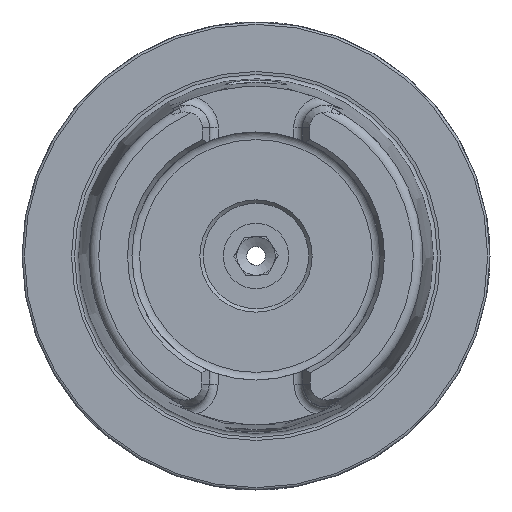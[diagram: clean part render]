
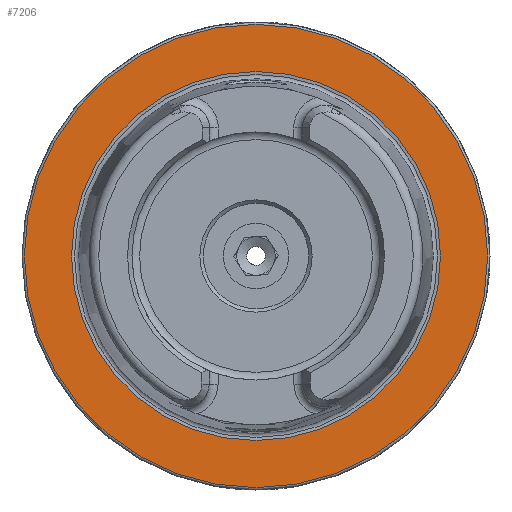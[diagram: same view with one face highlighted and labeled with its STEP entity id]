
A CAD part, left-side view. The second image highlights one B-rep face of the part: STEP entity #7206.
In plain terms, the highlighted planar face has unit normal (-1, 0, 0).
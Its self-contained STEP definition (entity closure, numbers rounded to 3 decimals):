
#25 = PLANE ( 'NONE',  #4391 ) ;
#1042 = DIRECTION ( 'NONE',  ( 1., 0., 0. ) ) ;
#1205 = DIRECTION ( 'NONE',  ( 0., 1., 0. ) ) ;
#1522 = EDGE_CURVE ( 'NONE', #4464, #4464, #5596, .T. ) ;
#1657 = ORIENTED_EDGE ( 'NONE', *, *, #1522, .F. ) ;
#2054 = EDGE_CURVE ( 'NONE', #6892, #6892, #5590, .T. ) ;
#2855 = FACE_BOUND ( 'NONE', #3319, .T. ) ;
#2995 = DIRECTION ( 'NONE',  ( -1., 0., 0. ) ) ;
#3303 = CARTESIAN_POINT ( 'NONE',  ( 0., 0., 0. ) ) ;
#3319 = EDGE_LOOP ( 'NONE', ( #1657 ) ) ;
#3520 = CARTESIAN_POINT ( 'NONE',  ( 0., 0., 0. ) ) ;
#3581 = FACE_OUTER_BOUND ( 'NONE', #6610, .T. ) ;
#3630 = AXIS2_PLACEMENT_3D ( 'NONE', #3303, #7566, #7527 ) ;
#4391 = AXIS2_PLACEMENT_3D ( 'NONE', #7651, #1042, #1205 ) ;
#4464 = VERTEX_POINT ( 'NONE', #5069 ) ;
#4550 = CARTESIAN_POINT ( 'NONE',  ( 0., -49.5, 0. ) ) ;
#5069 = CARTESIAN_POINT ( 'NONE',  ( 0., -39.414, 0. ) ) ;
#5590 = CIRCLE ( 'NONE', #6343, 49.5 ) ;
#5596 = CIRCLE ( 'NONE', #3630, 39.414 ) ;
#5994 = DIRECTION ( 'NONE',  ( 0., -1., 0. ) ) ;
#6343 = AXIS2_PLACEMENT_3D ( 'NONE', #3520, #2995, #5994 ) ;
#6610 = EDGE_LOOP ( 'NONE', ( #6919 ) ) ;
#6892 = VERTEX_POINT ( 'NONE', #4550 ) ;
#6919 = ORIENTED_EDGE ( 'NONE', *, *, #2054, .T. ) ;
#7206 = ADVANCED_FACE ( 'NONE', ( #2855, #3581 ), #25, .F. ) ;
#7527 = DIRECTION ( 'NONE',  ( 0., -1., 0. ) ) ;
#7566 = DIRECTION ( 'NONE',  ( -1., 0., 0. ) ) ;
#7651 = CARTESIAN_POINT ( 'NONE',  ( 0., 49.5, 0. ) ) ;
